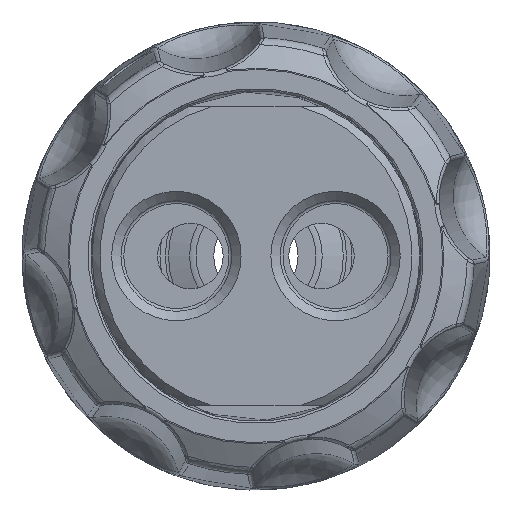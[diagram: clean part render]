
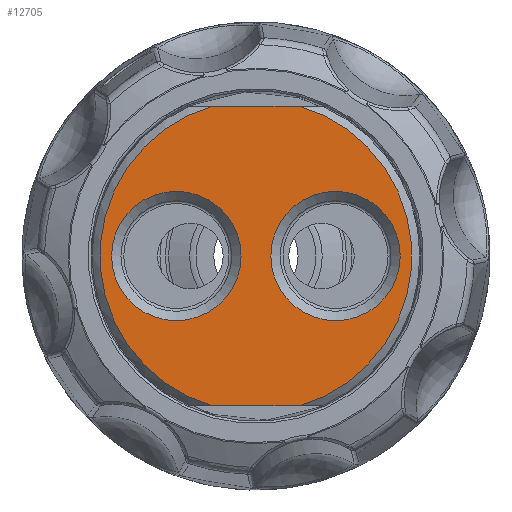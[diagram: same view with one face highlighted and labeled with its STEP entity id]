
A CAD part, left-side view. The second image highlights one B-rep face of the part: STEP entity #12705.
In plain terms, the highlighted planar face has unit normal (-1, 0, 0).
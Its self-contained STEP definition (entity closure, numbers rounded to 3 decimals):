
#1455=LINE('',#31695,#1733);
#1456=LINE('',#31699,#1734);
#1733=VECTOR('',#14524,1000.);
#1734=VECTOR('',#14527,1000.);
#4167=ORIENTED_EDGE('',*,*,#5480,.T.);
#4168=ORIENTED_EDGE('',*,*,#5482,.F.);
#4169=ORIENTED_EDGE('',*,*,#5483,.T.);
#4170=ORIENTED_EDGE('',*,*,#5484,.F.);
#4171=ORIENTED_EDGE('',*,*,#5470,.T.);
#4172=ORIENTED_EDGE('',*,*,#5469,.T.);
#5469=EDGE_CURVE('',#6315,#6315,#6593,.T.);
#5470=EDGE_CURVE('',#6316,#6316,#6594,.T.);
#5480=EDGE_CURVE('',#6322,#6321,#6597,.F.);
#5482=EDGE_CURVE('',#6323,#6321,#1455,.T.);
#5483=EDGE_CURVE('',#6323,#6324,#6598,.F.);
#5484=EDGE_CURVE('',#6322,#6324,#1456,.T.);
#6315=VERTEX_POINT('',#31662);
#6316=VERTEX_POINT('',#31665);
#6321=VERTEX_POINT('',#31687);
#6322=VERTEX_POINT('',#31689);
#6323=VERTEX_POINT('',#31696);
#6324=VERTEX_POINT('',#31698);
#6593=CIRCLE('',#13215,6.91);
#6594=CIRCLE('',#13217,6.91);
#6597=CIRCLE('',#13225,16.65);
#6598=CIRCLE('',#13227,16.65);
#7297=EDGE_LOOP('',(#4167,#4168,#4169,#4170));
#7298=EDGE_LOOP('',(#4171));
#7299=EDGE_LOOP('',(#4172));
#8030=FACE_BOUND('',#7297,.T.);
#8031=FACE_BOUND('',#7298,.T.);
#8032=FACE_BOUND('',#7299,.T.);
#8143=PLANE('',#13226);
#12705=ADVANCED_FACE('',(#8030,#8031,#8032),#8143,.F.);
#13215=AXIS2_PLACEMENT_3D('',#31661,#14494,#14495);
#13217=AXIS2_PLACEMENT_3D('',#31664,#14498,#14499);
#13225=AXIS2_PLACEMENT_3D('',#31688,#14520,#14521);
#13226=AXIS2_PLACEMENT_3D('',#31694,#14522,#14523);
#13227=AXIS2_PLACEMENT_3D('',#31697,#14525,#14526);
#14494=DIRECTION('',(1.,0.,0.));
#14495=DIRECTION('',(0.,0.,-1.));
#14498=DIRECTION('',(1.,0.,0.));
#14499=DIRECTION('',(0.,0.,-1.));
#14520=DIRECTION('',(1.,0.,0.));
#14521=DIRECTION('',(0.,0.,-1.));
#14522=DIRECTION('',(1.,0.,0.));
#14523=DIRECTION('',(0.,0.,-1.));
#14524=DIRECTION('',(0.,-1.,0.));
#14525=DIRECTION('',(1.,0.,0.));
#14526=DIRECTION('',(0.,0.,-1.));
#14527=DIRECTION('',(0.,1.,0.));
#31661=CARTESIAN_POINT('',(-20.,-8.5,0.));
#31662=CARTESIAN_POINT('',(-20.,-8.5,-6.91));
#31664=CARTESIAN_POINT('',(-20.,8.5,0.));
#31665=CARTESIAN_POINT('',(-20.,8.5,-6.91));
#31687=CARTESIAN_POINT('',(-20.,-4.607,16.));
#31688=CARTESIAN_POINT('',(-20.,0.,0.));
#31689=CARTESIAN_POINT('',(-20.,-4.607,-16.));
#31694=CARTESIAN_POINT('',(-20.,0.,17.5));
#31695=CARTESIAN_POINT('',(-20.,17.813,16.));
#31696=CARTESIAN_POINT('',(-20.,4.607,16.));
#31697=CARTESIAN_POINT('',(-20.,0.,0.));
#31698=CARTESIAN_POINT('',(-20.,4.607,-16.));
#31699=CARTESIAN_POINT('',(-20.,-21.084,-16.));
